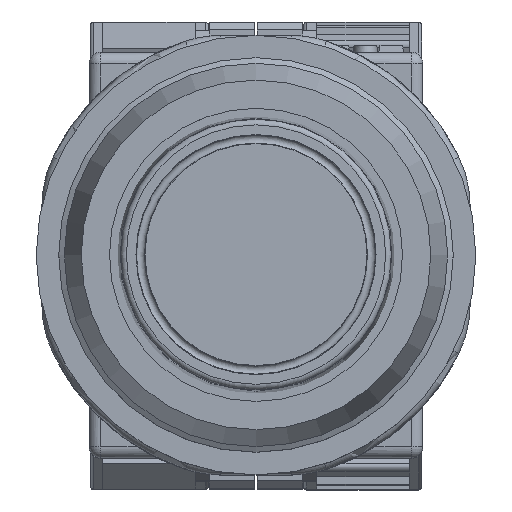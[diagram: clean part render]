
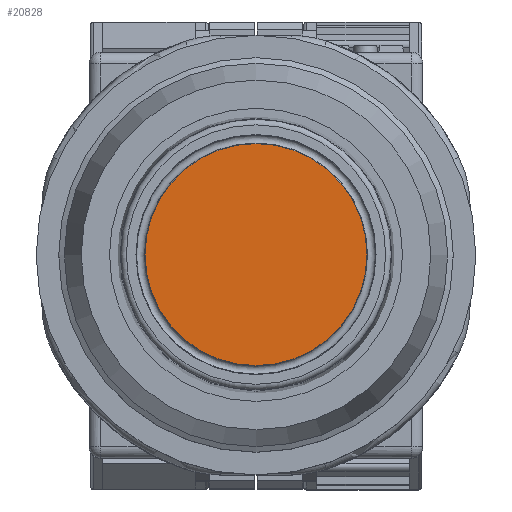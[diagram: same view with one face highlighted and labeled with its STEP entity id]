
A CAD part, top view. The second image highlights one B-rep face of the part: STEP entity #20828.
In plain terms, the highlighted planar face has unit normal (0, 0, 1).
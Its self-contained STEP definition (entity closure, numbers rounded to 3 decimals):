
#4213 = EDGE_CURVE ( 'NONE', #7562, #7562, #21377, .T. ) ;
#5068 = AXIS2_PLACEMENT_3D ( 'NONE', #16557, #25461, #5485 ) ;
#5485 = DIRECTION ( 'NONE',  ( 0., 1., 0. ) ) ;
#5849 = DIRECTION ( 'NONE',  ( 0., 0., -1. ) ) ;
#7562 = VERTEX_POINT ( 'NONE', #16451 ) ;
#8044 = FACE_OUTER_BOUND ( 'NONE', #8948, .T. ) ;
#8948 = EDGE_LOOP ( 'NONE', ( #23047 ) ) ;
#14744 = DIRECTION ( 'NONE',  ( -1., 0., 0. ) ) ;
#16451 = CARTESIAN_POINT ( 'NONE',  ( 0., 9.85, 48.1 ) ) ;
#16557 = CARTESIAN_POINT ( 'NONE',  ( 0., 0., 48.1 ) ) ;
#16927 = PLANE ( 'NONE',  #17555 ) ;
#17555 = AXIS2_PLACEMENT_3D ( 'NONE', #25835, #5849, #14744 ) ;
#20828 = ADVANCED_FACE ( 'NONE', ( #8044 ), #16927, .F. ) ;
#21377 = CIRCLE ( 'NONE', #5068, 9.85 ) ;
#23047 = ORIENTED_EDGE ( 'NONE', *, *, #4213, .F. ) ;
#25461 = DIRECTION ( 'NONE',  ( 0., 0., -1. ) ) ;
#25835 = CARTESIAN_POINT ( 'NONE',  ( 0., 12., 48.1 ) ) ;
